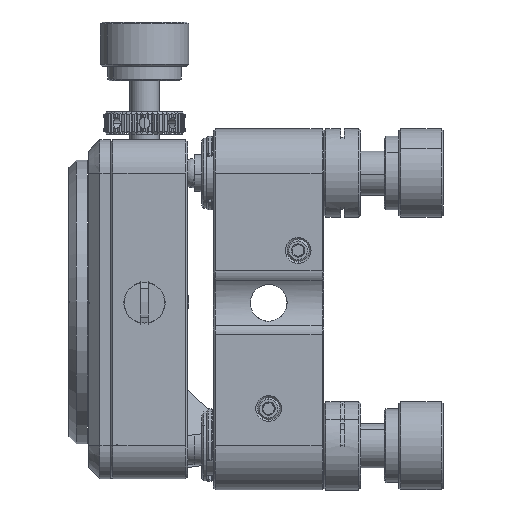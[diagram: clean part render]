
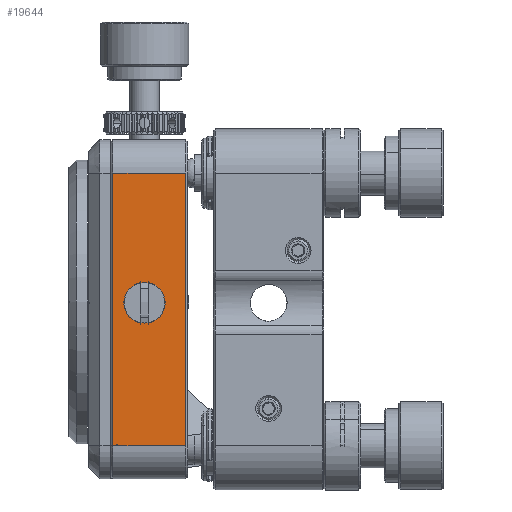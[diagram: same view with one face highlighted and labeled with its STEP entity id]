
A CAD part, front view. The second image highlights one B-rep face of the part: STEP entity #19644.
In plain terms, the highlighted planar face has unit normal (0, -1, 0).
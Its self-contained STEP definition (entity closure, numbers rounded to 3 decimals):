
#947 = CARTESIAN_POINT ( 'NONE',  ( -11.25, -23., 18.5 ) ) ;
#1827 = EDGE_CURVE ( 'NONE', #14927, #19245, #31236, .T. ) ;
#2555 = FACE_OUTER_BOUND ( 'NONE', #17681, .T. ) ;
#2565 = DIRECTION ( 'NONE',  ( 0., -1., 0. ) ) ;
#3562 = DIRECTION ( 'NONE',  ( 0., 0., 1. ) ) ;
#3819 = CIRCLE ( 'NONE', #39628, 2.75 ) ;
#4481 = ORIENTED_EDGE ( 'NONE', *, *, #27306, .T. ) ;
#4604 = VERTEX_POINT ( 'NONE', #39810 ) ;
#4879 = DIRECTION ( 'NONE',  ( 0., 0., 1. ) ) ;
#5100 = CARTESIAN_POINT ( 'NONE',  ( -11., -23., -23. ) ) ;
#5319 = CARTESIAN_POINT ( 'NONE',  ( -16.85, -23., 0.9 ) ) ;
#5425 = ORIENTED_EDGE ( 'NONE', *, *, #1827, .T. ) ;
#6143 = CARTESIAN_POINT ( 'NONE',  ( -11., -23., 18.5 ) ) ;
#7289 = CARTESIAN_POINT ( 'NONE',  ( -21.15, -23., -18.5 ) ) ;
#7374 = VERTEX_POINT ( 'NONE', #35682 ) ;
#9258 = DIRECTION ( 'NONE',  ( 0., 0., -1. ) ) ;
#9509 = DIRECTION ( 'NONE',  ( -1., 0., 0. ) ) ;
#12927 = EDGE_CURVE ( 'NONE', #4604, #29316, #19623, .T. ) ;
#13159 = EDGE_CURVE ( 'NONE', #19245, #4604, #14750, .T. ) ;
#13350 = ORIENTED_EDGE ( 'NONE', *, *, #24465, .F. ) ;
#14750 = LINE ( 'NONE', #27029, #25779 ) ;
#14927 = VERTEX_POINT ( 'NONE', #21884 ) ;
#14935 = AXIS2_PLACEMENT_3D ( 'NONE', #5100, #40402, #4879 ) ;
#15159 = CARTESIAN_POINT ( 'NONE',  ( -21.15, -23., -18.5 ) ) ;
#15453 = PLANE ( 'NONE',  #14935 ) ;
#15461 = DIRECTION ( 'NONE',  ( 0., 0., -1. ) ) ;
#15668 = VECTOR ( 'NONE', #3562, 1000. ) ;
#17681 = EDGE_LOOP ( 'NONE', ( #4481, #5425, #22757, #36242 ) ) ;
#18539 = DIRECTION ( 'NONE',  ( 0., 0., -1. ) ) ;
#19245 = VERTEX_POINT ( 'NONE', #7289 ) ;
#19623 = LINE ( 'NONE', #20047, #15668 ) ;
#19644 = ADVANCED_FACE ( 'NONE', ( #31535, #2555 ), #15453, .F. ) ;
#20047 = CARTESIAN_POINT ( 'NONE',  ( -11.25, -23., -23. ) ) ;
#21884 = CARTESIAN_POINT ( 'NONE',  ( -21.15, -23., 18.5 ) ) ;
#22757 = ORIENTED_EDGE ( 'NONE', *, *, #13159, .T. ) ;
#24465 = EDGE_CURVE ( 'NONE', #41419, #7374, #3819, .T. ) ;
#24583 = AXIS2_PLACEMENT_3D ( 'NONE', #5319, #2565, #15461 ) ;
#25600 = EDGE_LOOP ( 'NONE', ( #41188, #13350 ) ) ;
#25779 = VECTOR ( 'NONE', #40337, 1000. ) ;
#27029 = CARTESIAN_POINT ( 'NONE',  ( -11., -23., -18.5 ) ) ;
#27306 = EDGE_CURVE ( 'NONE', #29316, #14927, #38690, .T. ) ;
#27474 = VECTOR ( 'NONE', #18539, 1000. ) ;
#28277 = CARTESIAN_POINT ( 'NONE',  ( -16.85, -23., 3.65 ) ) ;
#28922 = DIRECTION ( 'NONE',  ( 0., -1., 0. ) ) ;
#29316 = VERTEX_POINT ( 'NONE', #947 ) ;
#29653 = VECTOR ( 'NONE', #9509, 1000. ) ;
#31236 = LINE ( 'NONE', #15159, #27474 ) ;
#31535 = FACE_BOUND ( 'NONE', #25600, .T. ) ;
#32098 = CARTESIAN_POINT ( 'NONE',  ( -16.85, -23., 0.9 ) ) ;
#33315 = EDGE_CURVE ( 'NONE', #7374, #41419, #34037, .T. ) ;
#34037 = CIRCLE ( 'NONE', #24583, 2.75 ) ;
#35682 = CARTESIAN_POINT ( 'NONE',  ( -16.85, -23., -1.85 ) ) ;
#36242 = ORIENTED_EDGE ( 'NONE', *, *, #12927, .T. ) ;
#38690 = LINE ( 'NONE', #6143, #29653 ) ;
#39628 = AXIS2_PLACEMENT_3D ( 'NONE', #32098, #28922, #9258 ) ;
#39810 = CARTESIAN_POINT ( 'NONE',  ( -11.25, -23., -18.5 ) ) ;
#40337 = DIRECTION ( 'NONE',  ( 1., 0., 0. ) ) ;
#40402 = DIRECTION ( 'NONE',  ( 0., 1., 0. ) ) ;
#41188 = ORIENTED_EDGE ( 'NONE', *, *, #33315, .F. ) ;
#41419 = VERTEX_POINT ( 'NONE', #28277 ) ;
